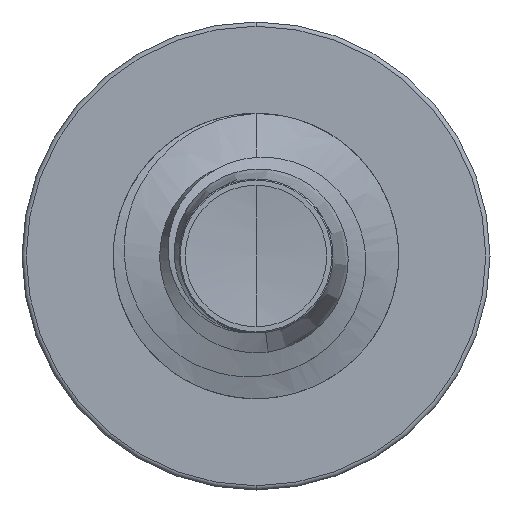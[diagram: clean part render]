
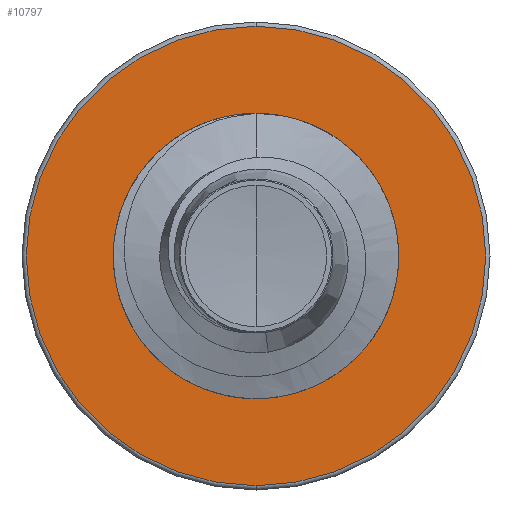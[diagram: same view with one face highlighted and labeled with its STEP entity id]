
A CAD part, front view. The second image highlights one B-rep face of the part: STEP entity #10797.
In plain terms, the highlighted planar face has unit normal (0, -1, 0).
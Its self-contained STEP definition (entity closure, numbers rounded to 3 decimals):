
#481 = AXIS2_PLACEMENT_3D ( 'NONE', #3138, #10322, #4362 ) ;
#675 = AXIS2_PLACEMENT_3D ( 'NONE', #6936, #5718, #5630 ) ;
#1009 = CARTESIAN_POINT ( 'NONE',  ( 0., 11., 4.025 ) ) ;
#2182 = AXIS2_PLACEMENT_3D ( 'NONE', #10350, #4408, #11026 ) ;
#2408 = CARTESIAN_POINT ( 'NONE',  ( 0., 11., -2.415 ) ) ;
#2464 = CARTESIAN_POINT ( 'NONE',  ( 0., 11., 2.415 ) ) ;
#2542 = CIRCLE ( 'NONE', #481, 2.415 ) ;
#2763 = ORIENTED_EDGE ( 'NONE', *, *, #12266, .F. ) ;
#3008 = ORIENTED_EDGE ( 'NONE', *, *, #5723, .F. ) ;
#3138 = CARTESIAN_POINT ( 'NONE',  ( 0., 11., 0. ) ) ;
#3184 = FACE_BOUND ( 'NONE', #11038, .T. ) ;
#4104 = VERTEX_POINT ( 'NONE', #6723 ) ;
#4362 = DIRECTION ( 'NONE',  ( 0., 0., 1. ) ) ;
#4408 = DIRECTION ( 'NONE',  ( 0., 1., 0. ) ) ;
#5076 = VERTEX_POINT ( 'NONE', #7027 ) ;
#5630 = DIRECTION ( 'NONE',  ( 0., 0., 1. ) ) ;
#5718 = DIRECTION ( 'NONE',  ( 0., 1., 0. ) ) ;
#5723 = EDGE_CURVE ( 'NONE', #4104, #6166, #6672, .T. ) ;
#6166 = VERTEX_POINT ( 'NONE', #1009 ) ;
#6672 = CIRCLE ( 'NONE', #675, 4.025 ) ;
#6723 = CARTESIAN_POINT ( 'NONE',  ( 0., 11., -4.025 ) ) ;
#6936 = CARTESIAN_POINT ( 'NONE',  ( 0., 11., 0. ) ) ;
#7027 = CARTESIAN_POINT ( 'NONE',  ( 0., 11., -2.415 ) ) ;
#7052 = CARTESIAN_POINT ( 'NONE',  ( 0., 11., 0. ) ) ;
#7145 = DIRECTION ( 'NONE',  ( 0., 0., 1. ) ) ;
#8087 = DIRECTION ( 'NONE',  ( 0., 0., 1. ) ) ;
#8297 = CIRCLE ( 'NONE', #2182, 4.025 ) ;
#8702 = FACE_OUTER_BOUND ( 'NONE', #10184, .T. ) ;
#8908 = EDGE_CURVE ( 'NONE', #5076, #10862, #11488, .T. ) ;
#9212 = AXIS2_PLACEMENT_3D ( 'NONE', #7052, #12393, #8087 ) ;
#9621 = ORIENTED_EDGE ( 'NONE', *, *, #12126, .T. ) ;
#9906 = ORIENTED_EDGE ( 'NONE', *, *, #8908, .T. ) ;
#10184 = EDGE_LOOP ( 'NONE', ( #2763, #3008 ) ) ;
#10322 = DIRECTION ( 'NONE',  ( 0., 1., 0. ) ) ;
#10350 = CARTESIAN_POINT ( 'NONE',  ( 0., 11., 0. ) ) ;
#10797 = ADVANCED_FACE ( 'NONE', ( #8702, #3184 ), #11278, .F. ) ;
#10862 = VERTEX_POINT ( 'NONE', #2464 ) ;
#11026 = DIRECTION ( 'NONE',  ( 0., 0., 1. ) ) ;
#11038 = EDGE_LOOP ( 'NONE', ( #9621, #9906 ) ) ;
#11278 = PLANE ( 'NONE',  #11695 ) ;
#11488 = CIRCLE ( 'NONE', #9212, 2.415 ) ;
#11695 = AXIS2_PLACEMENT_3D ( 'NONE', #2408, #11869, #7145 ) ;
#11869 = DIRECTION ( 'NONE',  ( 0., 1., 0. ) ) ;
#12126 = EDGE_CURVE ( 'NONE', #10862, #5076, #2542, .T. ) ;
#12266 = EDGE_CURVE ( 'NONE', #6166, #4104, #8297, .T. ) ;
#12393 = DIRECTION ( 'NONE',  ( 0., 1., 0. ) ) ;
